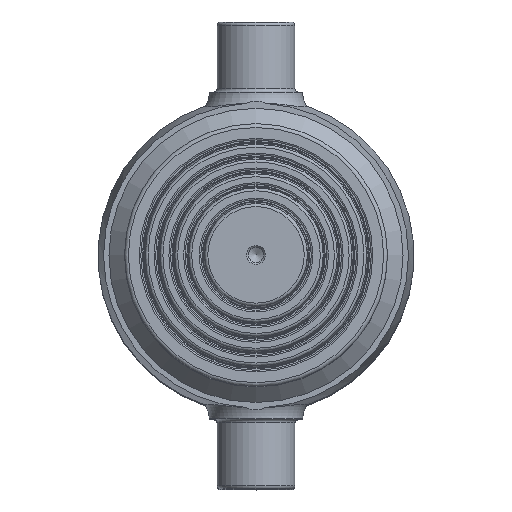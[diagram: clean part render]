
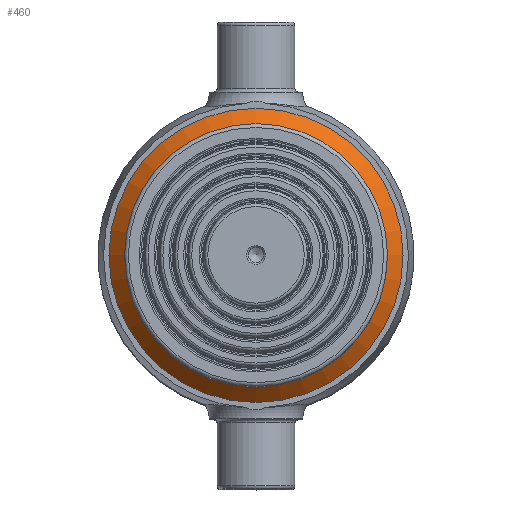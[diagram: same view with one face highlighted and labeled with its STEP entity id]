
A CAD part, top view. The second image highlights one B-rep face of the part: STEP entity #460.
In plain terms, the highlighted conical face has half-angle 45 degrees and reference radius 94.5 mm.
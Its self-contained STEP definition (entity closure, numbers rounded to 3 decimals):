
#460 = ADVANCED_FACE( '', ( #1139, #1140 ), #1141, .T. );
#1139 = FACE_BOUND( '', #2156, .T. );
#1140 = FACE_OUTER_BOUND( '', #2157, .T. );
#1141 = CONICAL_SURFACE( '', #2158, 94.5, 0.785 );
#2156 = EDGE_LOOP( '', ( #3693 ) );
#2157 = EDGE_LOOP( '', ( #3694 ) );
#2158 = AXIS2_PLACEMENT_3D( '', #3695, #3696, #3697 );
#3693 = ORIENTED_EDGE( '', *, *, #5267, .F. );
#3694 = ORIENTED_EDGE( '', *, *, #5268, .T. );
#3695 = CARTESIAN_POINT( '', ( 0., 0., 378. ) );
#3696 = DIRECTION( '', ( 0., 0., -1. ) );
#3697 = DIRECTION( '', ( -1., 0., 0. ) );
#5267 = EDGE_CURVE( '', #6086, #6086, #6087, .T. );
#5268 = EDGE_CURVE( '', #6088, #6088, #6089, .T. );
#6086 = VERTEX_POINT( '', #7630 );
#6087 = CIRCLE( '', #7631, 84.5 );
#6088 = VERTEX_POINT( '', #7632 );
#6089 = CIRCLE( '', #7633, 94.5 );
#7630 = CARTESIAN_POINT( '', ( -84.5, 0., 388. ) );
#7631 = AXIS2_PLACEMENT_3D( '', #9396, #9397, #9398 );
#7632 = CARTESIAN_POINT( '', ( -94.5, 0., 378. ) );
#7633 = AXIS2_PLACEMENT_3D( '', #9399, #9400, #9401 );
#9396 = CARTESIAN_POINT( '', ( 0., 0., 388. ) );
#9397 = DIRECTION( '', ( 0., 0., 1. ) );
#9398 = DIRECTION( '', ( -1., 0., 0. ) );
#9399 = CARTESIAN_POINT( '', ( 0., 0., 378. ) );
#9400 = DIRECTION( '', ( 0., 0., 1. ) );
#9401 = DIRECTION( '', ( -1., 0., 0. ) );
